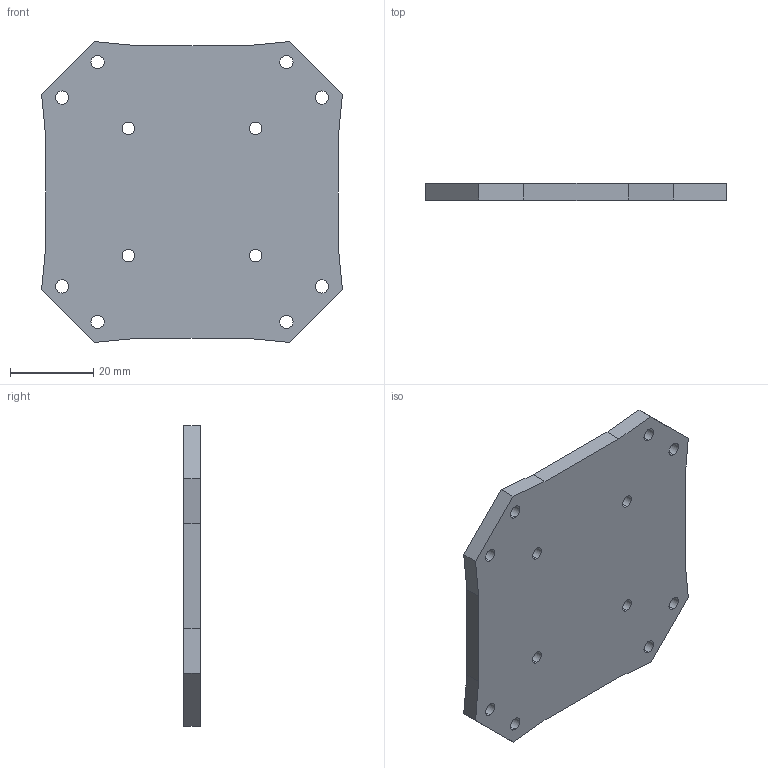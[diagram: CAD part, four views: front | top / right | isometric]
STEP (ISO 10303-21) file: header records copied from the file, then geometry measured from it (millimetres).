
FILE_DESCRIPTION (( 'STEP AP203' ), '1' );
FILE_NAME ('1_Default_sldprt.STEP', '2020-11-07T09:17:02', ( '' ), ( '' ), 'SwSTEP 2.0', 'SolidWorks 2018', '' );
FILE_SCHEMA (( 'CONFIG_CONTROL_DESIGN' ));
Length unit declared in the file: millimetre
Products named in the file (1): 1_Default_sldprt
Bounding box: 72.12 x 4 x 72.12 mm (x, y, z)
Volume: 10841 mm3; surface area: 11671.6 mm2
Topology: 1 solids, 1 shells, 97 faces, 270 edges, 180 vertices
Faces by surface type: plane 47, cylinder 42, torus 8
Entity records: 3277 total; most frequent: DIRECTION 574, CARTESIAN_POINT 548, ORIENTED_EDGE 540, EDGE_CURVE 270, AXIS2_PLACEMENT_3D 206, VERTEX_POINT 180, VECTOR 162, LINE 162
